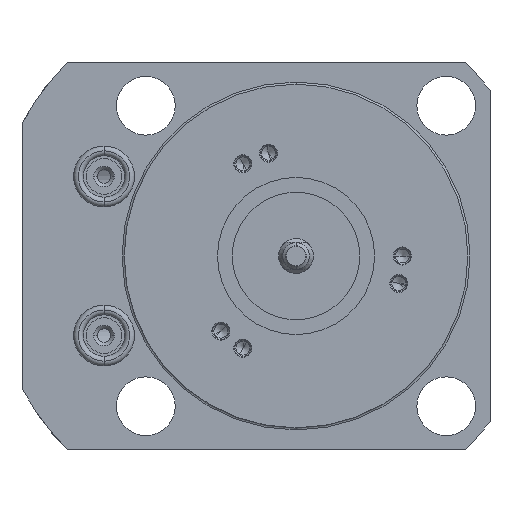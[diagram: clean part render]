
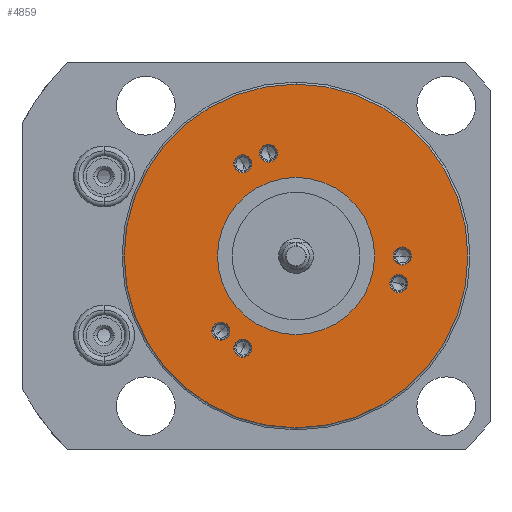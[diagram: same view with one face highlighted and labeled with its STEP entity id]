
A CAD part, front view. The second image highlights one B-rep face of the part: STEP entity #4859.
In plain terms, the highlighted planar face has unit normal (0, -1, 0).
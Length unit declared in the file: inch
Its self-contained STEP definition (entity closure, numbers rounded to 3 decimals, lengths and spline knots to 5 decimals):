
#1586=CARTESIAN_POINT('',(0.,0.,0.));
#1587=DIRECTION('',(0.,-1.,0.));
#1588=DIRECTION('',(0.,0.,1.));
#1589=AXIS2_PLACEMENT_3D('',#1586,#1587,#1588);
#1594=CARTESIAN_POINT('',(0.,0.,0.));
#1595=DIRECTION('',(0.,-1.,0.));
#1596=DIRECTION('',(0.,0.,-1.));
#1597=AXIS2_PLACEMENT_3D('',#1594,#1595,#1596);
#1618=CARTESIAN_POINT('',(0.765,0.,0.));
#1619=DIRECTION('',(0.,-1.,0.));
#1620=DIRECTION('',(-1.,0.,0.));
#1621=AXIS2_PLACEMENT_3D('',#1618,#1619,#1620);
#1626=CARTESIAN_POINT('',(0.765,0.,0.));
#1627=DIRECTION('',(0.,-1.,0.));
#1628=DIRECTION('',(1.,0.,0.));
#1629=AXIS2_PLACEMENT_3D('',#1626,#1627,#1628);
#1634=CARTESIAN_POINT('',(0.73893,0.,-0.198));
#1635=DIRECTION('',(0.,-1.,0.));
#1636=DIRECTION('',(-0.966,0.,0.259));
#1637=AXIS2_PLACEMENT_3D('',#1634,#1635,#1636);
#1642=CARTESIAN_POINT('',(0.73893,0.,-0.198));
#1643=DIRECTION('',(0.,-1.,0.));
#1644=DIRECTION('',(0.966,0.,-0.259));
#1645=AXIS2_PLACEMENT_3D('',#1642,#1643,#1644);
#1650=CARTESIAN_POINT('',(-0.3825,0.,-0.66251));
#1651=DIRECTION('',(0.,-1.,0.));
#1652=DIRECTION('',(0.5,0.,0.866));
#1653=AXIS2_PLACEMENT_3D('',#1650,#1651,#1652);
#1658=CARTESIAN_POINT('',(-0.3825,0.,-0.66251));
#1659=DIRECTION('',(0.,-1.,0.));
#1660=DIRECTION('',(-0.5,0.,-0.866));
#1661=AXIS2_PLACEMENT_3D('',#1658,#1659,#1660);
#1666=CARTESIAN_POINT('',(-0.54094,0.,-0.54094));
#1667=DIRECTION('',(0.,-1.,0.));
#1668=DIRECTION('',(0.707,0.,0.707));
#1669=AXIS2_PLACEMENT_3D('',#1666,#1667,#1668);
#1674=CARTESIAN_POINT('',(-0.54094,0.,-0.54094));
#1675=DIRECTION('',(0.,-1.,0.));
#1676=DIRECTION('',(-0.707,0.,-0.707));
#1677=AXIS2_PLACEMENT_3D('',#1674,#1675,#1676);
#1682=CARTESIAN_POINT('',(-0.3825,0.,0.66251));
#1683=DIRECTION('',(0.,-1.,0.));
#1684=DIRECTION('',(0.5,0.,-0.866));
#1685=AXIS2_PLACEMENT_3D('',#1682,#1683,#1684);
#1690=CARTESIAN_POINT('',(-0.3825,0.,0.66251));
#1691=DIRECTION('',(0.,-1.,0.));
#1692=DIRECTION('',(-0.5,0.,0.866));
#1693=AXIS2_PLACEMENT_3D('',#1690,#1691,#1692);
#1698=CARTESIAN_POINT('',(-0.198,0.,0.73893));
#1699=DIRECTION('',(0.,-1.,0.));
#1700=DIRECTION('',(0.259,0.,-0.966));
#1701=AXIS2_PLACEMENT_3D('',#1698,#1699,#1700);
#1706=CARTESIAN_POINT('',(-0.198,0.,0.73893));
#1707=DIRECTION('',(0.,-1.,0.));
#1708=DIRECTION('',(-0.259,0.,0.966));
#1709=AXIS2_PLACEMENT_3D('',#1706,#1707,#1708);
#1730=CARTESIAN_POINT('',(0.,0.,0.));
#1731=DIRECTION('',(0.,1.,0.));
#1732=DIRECTION('',(0.,0.,1.));
#1733=AXIS2_PLACEMENT_3D('',#1730,#1731,#1732);
#1738=CARTESIAN_POINT('',(0.,0.,0.));
#1739=DIRECTION('',(0.,1.,0.));
#1740=DIRECTION('',(0.,0.,-1.));
#1741=AXIS2_PLACEMENT_3D('',#1738,#1739,#1740);
#3166=CARTESIAN_POINT('',(0.,0.,1.236));
#3167=CARTESIAN_POINT('',(0.,0.,-1.236));
#3168=VERTEX_POINT('',#3166);
#3169=VERTEX_POINT('',#3167);
#3525=CARTESIAN_POINT('',(0.7,0.,0.));
#3526=CARTESIAN_POINT('',(0.83,0.,0.));
#3527=VERTEX_POINT('',#3525);
#3528=VERTEX_POINT('',#3526);
#3539=CARTESIAN_POINT('',(0.67615,0.,-0.18117));
#3540=VERTEX_POINT('',#3539);
#3541=CARTESIAN_POINT('',(0.80172,0.,-0.21482));
#3542=VERTEX_POINT('',#3541);
#3553=CARTESIAN_POINT('',(-0.35,0.,-0.60622));
#3554=VERTEX_POINT('',#3553);
#3555=CARTESIAN_POINT('',(-0.415,0.,-0.7188));
#3556=VERTEX_POINT('',#3555);
#3567=CARTESIAN_POINT('',(-0.49497,0.,-0.49497));
#3568=VERTEX_POINT('',#3567);
#3569=CARTESIAN_POINT('',(-0.5869,0.,-0.5869));
#3570=VERTEX_POINT('',#3569);
#3581=CARTESIAN_POINT('',(-0.35,0.,0.60622));
#3582=VERTEX_POINT('',#3581);
#3583=CARTESIAN_POINT('',(-0.415,0.,0.7188));
#3584=VERTEX_POINT('',#3583);
#3595=CARTESIAN_POINT('',(-0.18117,0.,0.67615));
#3596=VERTEX_POINT('',#3595);
#3597=CARTESIAN_POINT('',(-0.21482,0.,0.80172));
#3598=VERTEX_POINT('',#3597);
#3611=CARTESIAN_POINT('',(0.,0.,0.565));
#3612=CARTESIAN_POINT('',(0.,0.,-0.565));
#3613=VERTEX_POINT('',#3611);
#3614=VERTEX_POINT('',#3612);
#4808=CARTESIAN_POINT('',(0.,0.,0.));
#4809=DIRECTION('',(0.,1.,0.));
#4810=DIRECTION('',(0.,0.,1.));
#4811=AXIS2_PLACEMENT_3D('',#4808,#4809,#4810);
#4812=PLANE('',#4811);
#4813=ORIENTED_EDGE('',*,*,#4788,.F.);
#4814=ORIENTED_EDGE('',*,*,#4802,.F.);
#4815=EDGE_LOOP('',(#4813,#4814));
#4816=FACE_OUTER_BOUND('',#4815,.F.);
#4818=ORIENTED_EDGE('',*,*,#4817,.T.);
#4820=ORIENTED_EDGE('',*,*,#4819,.T.);
#4821=EDGE_LOOP('',(#4818,#4820));
#4822=FACE_BOUND('',#4821,.F.);
#4824=ORIENTED_EDGE('',*,*,#4823,.T.);
#4826=ORIENTED_EDGE('',*,*,#4825,.T.);
#4827=EDGE_LOOP('',(#4824,#4826));
#4828=FACE_BOUND('',#4827,.F.);
#4830=ORIENTED_EDGE('',*,*,#4829,.T.);
#4832=ORIENTED_EDGE('',*,*,#4831,.T.);
#4833=EDGE_LOOP('',(#4830,#4832));
#4834=FACE_BOUND('',#4833,.F.);
#4836=ORIENTED_EDGE('',*,*,#4835,.T.);
#4838=ORIENTED_EDGE('',*,*,#4837,.T.);
#4839=EDGE_LOOP('',(#4836,#4838));
#4840=FACE_BOUND('',#4839,.F.);
#4842=ORIENTED_EDGE('',*,*,#4841,.T.);
#4844=ORIENTED_EDGE('',*,*,#4843,.T.);
#4845=EDGE_LOOP('',(#4842,#4844));
#4846=FACE_BOUND('',#4845,.F.);
#4848=ORIENTED_EDGE('',*,*,#4847,.T.);
#4850=ORIENTED_EDGE('',*,*,#4849,.T.);
#4851=EDGE_LOOP('',(#4848,#4850));
#4852=FACE_BOUND('',#4851,.F.);
#4854=ORIENTED_EDGE('',*,*,#4853,.F.);
#4856=ORIENTED_EDGE('',*,*,#4855,.F.);
#4857=EDGE_LOOP('',(#4854,#4856));
#4858=FACE_BOUND('',#4857,.F.);
#1590=CIRCLE('',#1589,1.236);
#1598=CIRCLE('',#1597,1.236);
#1622=CIRCLE('',#1621,0.065);
#1630=CIRCLE('',#1629,0.065);
#1638=CIRCLE('',#1637,0.065);
#1646=CIRCLE('',#1645,0.065);
#1654=CIRCLE('',#1653,0.065);
#1662=CIRCLE('',#1661,0.065);
#1670=CIRCLE('',#1669,0.065);
#1678=CIRCLE('',#1677,0.065);
#1686=CIRCLE('',#1685,0.065);
#1694=CIRCLE('',#1693,0.065);
#1702=CIRCLE('',#1701,0.065);
#1710=CIRCLE('',#1709,0.065);
#1734=CIRCLE('',#1733,0.565);
#1742=CIRCLE('',#1741,0.565);
#4788=EDGE_CURVE('',#3168,#3169,#1590,.T.);
#4802=EDGE_CURVE('',#3169,#3168,#1598,.T.);
#4817=EDGE_CURVE('',#3527,#3528,#1622,.T.);
#4819=EDGE_CURVE('',#3528,#3527,#1630,.T.);
#4823=EDGE_CURVE('',#3540,#3542,#1638,.T.);
#4825=EDGE_CURVE('',#3542,#3540,#1646,.T.);
#4829=EDGE_CURVE('',#3554,#3556,#1654,.T.);
#4831=EDGE_CURVE('',#3556,#3554,#1662,.T.);
#4835=EDGE_CURVE('',#3568,#3570,#1670,.T.);
#4837=EDGE_CURVE('',#3570,#3568,#1678,.T.);
#4841=EDGE_CURVE('',#3582,#3584,#1686,.T.);
#4843=EDGE_CURVE('',#3584,#3582,#1694,.T.);
#4847=EDGE_CURVE('',#3596,#3598,#1702,.T.);
#4849=EDGE_CURVE('',#3598,#3596,#1710,.T.);
#4853=EDGE_CURVE('',#3613,#3614,#1734,.T.);
#4855=EDGE_CURVE('',#3614,#3613,#1742,.T.);
#4859=ADVANCED_FACE('',(#4816,#4822,#4828,#4834,#4840,#4846,#4852,#4858),#4812,
.F.);
